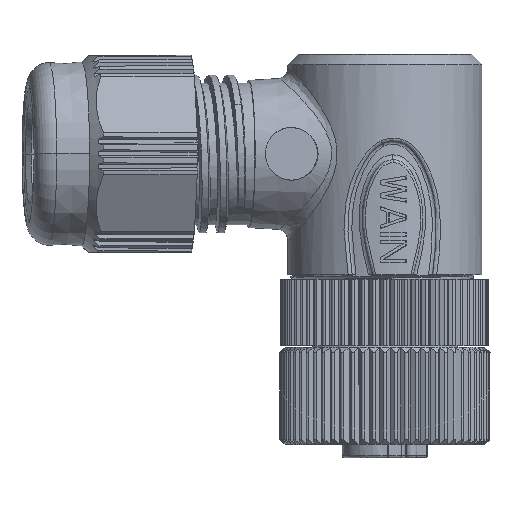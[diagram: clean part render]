
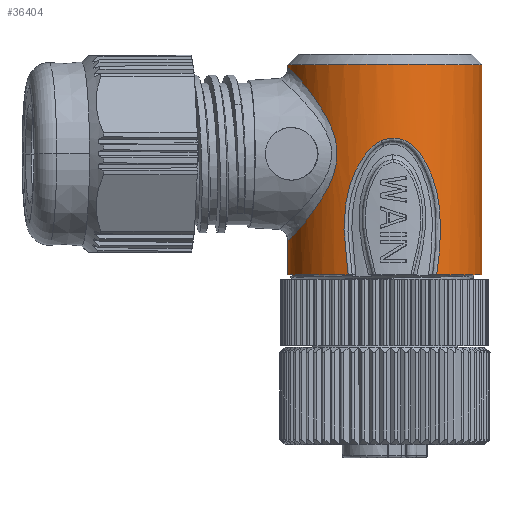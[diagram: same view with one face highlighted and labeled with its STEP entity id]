
A CAD part, top view. The second image highlights one B-rep face of the part: STEP entity #36404.
In plain terms, the highlighted cylindrical face has radius 9.25 mm (diameter 18.5 mm), a partial arc.
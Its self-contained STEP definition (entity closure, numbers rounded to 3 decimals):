
#11562=CARTESIAN_POINT('',(0.,6.899,0.));
#11563=DIRECTION('',(0.,1.,0.));
#11564=DIRECTION('',(0.533,0.,0.846));
#11565=AXIS2_PLACEMENT_3D('',#11562,#11563,#11564);
#11660=CARTESIAN_POINT('',(0.,6.899,0.));
#11661=DIRECTION('',(0.,1.,0.));
#11662=DIRECTION('',(-0.996,0.,0.087));
#11663=AXIS2_PLACEMENT_3D('',#11660,#11661,#11662);
#11692=CARTESIAN_POINT('',(-0.351,19.647,
9.243));
#11693=CARTESIAN_POINT('',(-0.206,19.713,
9.249));
#11694=CARTESIAN_POINT('',(0.094,19.818,
9.253));
#11695=CARTESIAN_POINT('',(0.551,19.894,
9.238));
#11696=CARTESIAN_POINT('',(1.092,19.892,9.19));
#11697=CARTESIAN_POINT('',(1.542,19.81,9.124));
#11698=CARTESIAN_POINT('',(1.978,19.651,9.04));
#11699=CARTESIAN_POINT('',(2.423,19.391,8.931));
#11700=CARTESIAN_POINT('',(2.874,19.011,8.796));
#11701=CARTESIAN_POINT('',(3.314,18.504,8.64));
#11702=CARTESIAN_POINT('',(3.735,17.87,8.466));
#11703=CARTESIAN_POINT('',(4.134,17.114,8.279));
#11704=CARTESIAN_POINT('',(4.514,16.232,8.077));
#11705=CARTESIAN_POINT('',(4.854,15.194,7.877));
#11706=CARTESIAN_POINT('',(5.12,13.968,7.705));
#11707=CARTESIAN_POINT('',(5.279,12.533,7.596));
#11708=CARTESIAN_POINT('',(5.311,10.884,7.573));
#11709=CARTESIAN_POINT('',(5.202,9.019,7.649));
#11710=CARTESIAN_POINT('',(5.036,7.63,7.76));
#11711=CARTESIAN_POINT('',(4.933,6.899,7.825));
#11713=CARTESIAN_POINT('',(-3.495,6.899,
8.564));
#11714=CARTESIAN_POINT('',(-3.616,7.637,
8.515));
#11715=CARTESIAN_POINT('',(-3.8,9.039,
8.434));
#11716=CARTESIAN_POINT('',(-3.912,10.908,
8.382));
#11717=CARTESIAN_POINT('',(-3.874,12.562,
8.4));
#11718=CARTESIAN_POINT('',(-3.699,14.003,
8.48));
#11719=CARTESIAN_POINT('',(-3.404,15.233,
8.603));
#11720=CARTESIAN_POINT('',(-3.03,16.27,
8.743));
#11721=CARTESIAN_POINT('',(-2.615,17.149,
8.876));
#11722=CARTESIAN_POINT('',(-2.187,17.903,
8.992));
#11723=CARTESIAN_POINT('',(-1.738,18.533,
9.089));
#11724=CARTESIAN_POINT('',(-1.275,19.035,
9.166));
#11725=CARTESIAN_POINT('',(-0.806,19.41,
9.219));
#11726=CARTESIAN_POINT('',(-0.501,19.58,
9.238));
#11727=CARTESIAN_POINT('',(-0.351,19.647,
9.243));
#11735=DIRECTION('',(0.,-1.,0.));
#11736=VECTOR('',#11735,20.);
#11737=CARTESIAN_POINT('',(9.215,26.899,
-0.806));
#11738=LINE('',#11737,#11736);
#11739=CARTESIAN_POINT('',(-9.215,10.225,
0.806));
#11740=CARTESIAN_POINT('',(-9.19,10.225,
1.093));
#11741=CARTESIAN_POINT('',(-9.112,10.26,
1.667));
#11742=CARTESIAN_POINT('',(-8.914,10.423,
2.523));
#11743=CARTESIAN_POINT('',(-8.627,10.706,
3.379));
#11744=CARTESIAN_POINT('',(-8.244,11.121,
4.23));
#11745=CARTESIAN_POINT('',(-7.758,11.69,
5.069));
#11746=CARTESIAN_POINT('',(-7.17,12.431,
5.872));
#11747=CARTESIAN_POINT('',(-6.498,13.354,
6.607));
#11748=CARTESIAN_POINT('',(-5.818,14.412,
7.206));
#11749=CARTESIAN_POINT('',(-5.282,15.415,
7.6));
#11750=CARTESIAN_POINT('',(-4.893,16.356,
7.853));
#11751=CARTESIAN_POINT('',(-4.653,17.222,
7.995));
#11752=CARTESIAN_POINT('',(-4.544,18.014,
8.057));
#11753=CARTESIAN_POINT('',(-4.544,18.784,
8.057));
#11754=CARTESIAN_POINT('',(-4.653,19.576,
7.995));
#11755=CARTESIAN_POINT('',(-4.893,20.442,
7.853));
#11756=CARTESIAN_POINT('',(-5.282,21.383,
7.6));
#11757=CARTESIAN_POINT('',(-5.818,22.385,
7.205));
#11758=CARTESIAN_POINT('',(-6.498,23.444,
6.607));
#11759=CARTESIAN_POINT('',(-7.17,24.367,
5.872));
#11760=CARTESIAN_POINT('',(-7.758,25.107,
5.069));
#11761=CARTESIAN_POINT('',(-8.244,25.676,
4.23));
#11762=CARTESIAN_POINT('',(-8.627,26.092,
3.379));
#11763=CARTESIAN_POINT('',(-8.914,26.374,
2.523));
#11764=CARTESIAN_POINT('',(-9.112,26.537,
1.667));
#11765=CARTESIAN_POINT('',(-9.19,26.572,
1.093));
#11766=CARTESIAN_POINT('',(-9.215,26.572,
0.806));
#11768=DIRECTION('',(0.,1.,0.));
#11769=VECTOR('',#11768,0.326);
#11770=CARTESIAN_POINT('',(-9.215,26.572,
0.806));
#11771=LINE('',#11770,#11769);
#11783=CARTESIAN_POINT('',(0.,26.899,0.));
#11784=DIRECTION('',(0.,-1.,0.));
#11785=DIRECTION('',(0.996,0.,-0.087));
#11786=AXIS2_PLACEMENT_3D('',#11783,#11784,#11785);
#11882=DIRECTION('',(0.,-1.,0.));
#11883=VECTOR('',#11882,3.326);
#11884=CARTESIAN_POINT('',(-9.215,10.225,
0.806));
#11885=LINE('',#11884,#11883);
#11907=CARTESIAN_POINT('',(-9.215,26.572,
0.806));
#20708=VERTEX_POINT('',#11907);
#20709=VERTEX_POINT('',#11739);
#20710=CARTESIAN_POINT('',(-9.215,26.899,0.806));
#20711=CARTESIAN_POINT('',(9.215,26.899,
-0.806));
#20712=VERTEX_POINT('',#20710);
#20713=VERTEX_POINT('',#20711);
#20714=CARTESIAN_POINT('',(-9.215,6.899,
0.806));
#20715=VERTEX_POINT('',#20714);
#20720=CARTESIAN_POINT('',(9.215,6.899,
-0.806));
#20721=VERTEX_POINT('',#20720);
#20862=CARTESIAN_POINT('',(4.933,6.899,7.825));
#20863=VERTEX_POINT('',#20862);
#20864=VERTEX_POINT('',#11692);
#20865=VERTEX_POINT('',#11713);
#36383=CARTESIAN_POINT('',(0.,0.699,0.));
#36384=DIRECTION('',(0.,1.,0.));
#36385=DIRECTION('',(0.996,0.,-0.087));
#36386=AXIS2_PLACEMENT_3D('',#36383,#36384,#36385);
#36387=CYLINDRICAL_SURFACE('',#36386,9.25);
#36389=ORIENTED_EDGE('',*,*,#36388,.F.);
#36391=ORIENTED_EDGE('',*,*,#36390,.T.);
#36392=ORIENTED_EDGE('',*,*,#35993,.F.);
#36393=ORIENTED_EDGE('',*,*,#36232,.F.);
#36394=ORIENTED_EDGE('',*,*,#36375,.F.);
#36395=ORIENTED_EDGE('',*,*,#36021,.F.);
#36397=ORIENTED_EDGE('',*,*,#36396,.F.);
#36399=ORIENTED_EDGE('',*,*,#36398,.T.);
#36401=ORIENTED_EDGE('',*,*,#36400,.T.);
#36402=EDGE_LOOP('',(#36389,#36391,#36392,#36393,#36394,#36395,#36397,#36399,
#36401));
#36403=FACE_OUTER_BOUND('',#36402,.F.);
#36404=ADVANCED_FACE('',(#36403),#36387,.T.);
#11566=CIRCLE('',#11565,9.25);
#11664=CIRCLE('',#11663,9.25);
#11712=B_SPLINE_CURVE_WITH_KNOTS('',3,(#11692,#11693,#11694,#11695,#11696,
#11697,#11698,#11699,#11700,#11701,#11702,#11703,#11704,#11705,#11706,#11707,
#11708,#11709,#11710,#11711),.UNSPECIFIED.,.F.,.F.,(4,1,1,1,1,1,1,1,1,1,1,1,1,1,
1,1,1,4),(0.,0.059,0.118,0.176,
0.235,0.294,0.353,0.412,
0.471,0.529,0.588,0.647,
0.706,0.765,0.824,0.882,
0.941,1.),.UNSPECIFIED.);
#11728=B_SPLINE_CURVE_WITH_KNOTS('',3,(#11713,#11714,#11715,#11716,#11717,
#11718,#11719,#11720,#11721,#11722,#11723,#11724,#11725,#11726,#11727),
.UNSPECIFIED.,.F.,.F.,(4,1,1,1,1,1,1,1,1,1,1,1,4),(0.,0.083,
0.167,0.25,0.333,0.417,0.5,
0.583,0.667,0.75,0.833,0.917,
1.),.UNSPECIFIED.);
#11767=B_SPLINE_CURVE_WITH_KNOTS('',3,(#11739,#11740,#11741,#11742,#11743,
#11744,#11745,#11746,#11747,#11748,#11749,#11750,#11751,#11752,#11753,#11754,
#11755,#11756,#11757,#11758,#11759,#11760,#11761,#11762,#11763,#11764,#11765,
#11766),.UNSPECIFIED.,.F.,.F.,(4,1,1,1,1,1,1,1,1,1,1,1,1,1,1,1,1,1,1,1,1,1,1,1,
1,4),(0.,0.04,0.08,0.12,0.16,0.2,0.24,0.28,0.32,0.36,0.4,
0.44,0.48,0.52,0.56,0.6,0.64,0.68,0.72,0.76,0.8,0.84,
0.88,0.92,0.96,1.),.UNSPECIFIED.);
#11787=CIRCLE('',#11786,9.25);
#35993=EDGE_CURVE('',#20863,#20721,#11566,.T.);
#36021=EDGE_CURVE('',#20715,#20865,#11664,.T.);
#36232=EDGE_CURVE('',#20864,#20863,#11712,.T.);
#36375=EDGE_CURVE('',#20865,#20864,#11728,.T.);
#36388=EDGE_CURVE('',#20713,#20712,#11787,.T.);
#36390=EDGE_CURVE('',#20713,#20721,#11738,.T.);
#36396=EDGE_CURVE('',#20709,#20715,#11885,.T.);
#36398=EDGE_CURVE('',#20709,#20708,#11767,.T.);
#36400=EDGE_CURVE('',#20708,#20712,#11771,.T.);
